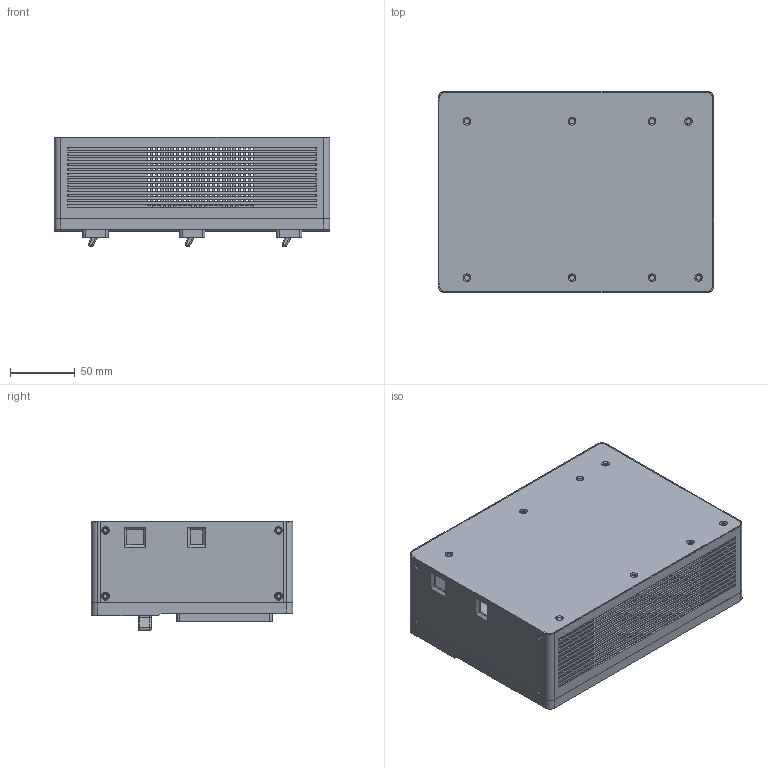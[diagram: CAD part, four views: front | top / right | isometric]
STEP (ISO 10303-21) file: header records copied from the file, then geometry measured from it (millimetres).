
FILE_DESCRIPTION(/* description */ (''),/* implementation_level */ '2;1');
FILE_NAME(/* name */ 'SU 3M .stp',/* time_stamp */ '2016-09-13T15:33:18+03:00',/* author */ ('Ciunel'),/* organization */ (''),/* preprocessor_version */ 'ST-DEVELOPER v16.1',/* originating_system */ 'Autodesk Inventor 2016',/* authorisation */ '');
FILE_SCHEMA (('AUTOMOTIVE_DESIGN { 1 0 10303 214 3 1 1 }'));
Products named in the file (1): SU 3M 
Bounding box: 213.5 x 156 x 84.76 mm (x, y, z)
Volume: 300519.9 mm3; surface area: 292633 mm2
Topology: 5 solids, 5 shells, 8118 faces, 22187 edges, 14074 vertices
Faces by surface type: plane 7698, cylinder 346, cone 41, torus 27, bspline 6
Full cylindrical faces by diameter (mm): 2.5 x12, 3 x3, 3.2 x3, 3.5 x6, 3.6 x1, 4 x10, 4.2 x2, 6 x1
Entity records: 253467 total; most frequent: CARTESIAN_POINT 45406, ORIENTED_EDGE 44238, DIRECTION 39097, EDGE_CURVE 22119, LINE 21283, VECTOR 21283, VERTEX_POINT 14064, EDGE_LOOP 9235
